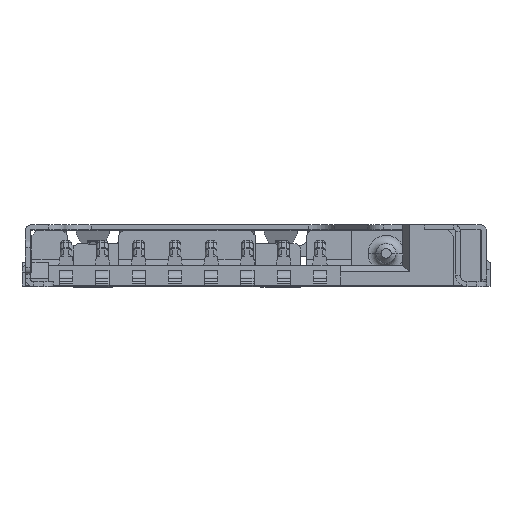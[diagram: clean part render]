
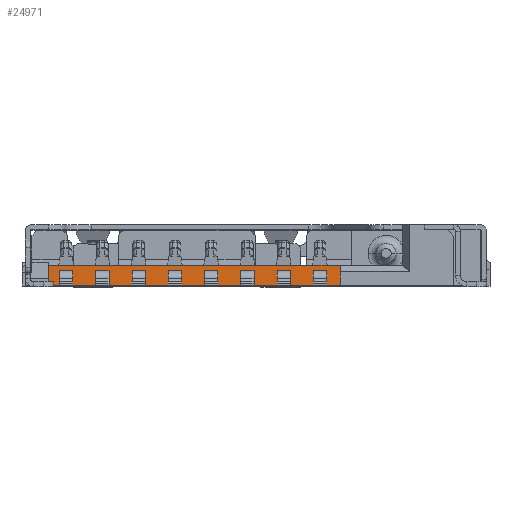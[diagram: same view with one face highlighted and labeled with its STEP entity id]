
A CAD part, top view. The second image highlights one B-rep face of the part: STEP entity #24971.
In plain terms, the highlighted planar face has unit normal (0, 0, 1).
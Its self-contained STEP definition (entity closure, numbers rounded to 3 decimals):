
#420 = ORIENTED_EDGE ( 'NONE', *, *, #948, .T. ) ;
#640 = CARTESIAN_POINT ( 'NONE',  ( 2.55, 1.88, 2.075 ) ) ;
#948 = EDGE_CURVE ( 'NONE', #3857, #24655, #17729, .T. ) ;
#3659 = CARTESIAN_POINT ( 'NONE',  ( 2.55, 1.88, 2.075 ) ) ;
#3857 = VERTEX_POINT ( 'NONE', #23939 ) ;
#5202 = CARTESIAN_POINT ( 'NONE',  ( 4.45, 0.65, 2.075 ) ) ;
#6074 = PLANE ( 'NONE',  #18585 ) ;
#6449 = VERTEX_POINT ( 'NONE', #19610 ) ;
#6536 = DIRECTION ( 'NONE',  ( -1., 0., 0. ) ) ;
#6554 = ORIENTED_EDGE ( 'NONE', *, *, #11350, .T. ) ;
#9653 = ORIENTED_EDGE ( 'NONE', *, *, #22631, .F. ) ;
#11350 = EDGE_CURVE ( 'NONE', #24655, #13352, #17625, .T. ) ;
#11688 = EDGE_LOOP ( 'NONE', ( #25703, #420, #6554, #9653 ) ) ;
#12525 = CARTESIAN_POINT ( 'NONE',  ( -6.3, 1.88, 2.075 ) ) ;
#13352 = VERTEX_POINT ( 'NONE', #13939 ) ;
#13939 = CARTESIAN_POINT ( 'NONE',  ( -6.3, 0.03, 2.075 ) ) ;
#15270 = DIRECTION ( 'NONE',  ( 0., -1., 0. ) ) ;
#15871 = DIRECTION ( 'NONE',  ( -1., 0., 0. ) ) ;
#17467 = DIRECTION ( 'NONE',  ( 0., 0., -1. ) ) ;
#17625 = LINE ( 'NONE', #12525, #28239 ) ;
#17729 = LINE ( 'NONE', #5202, #18172 ) ;
#18172 = VECTOR ( 'NONE', #27019, 1000. ) ;
#18585 = AXIS2_PLACEMENT_3D ( 'NONE', #640, #17467, #6536 ) ;
#19610 = CARTESIAN_POINT ( 'NONE',  ( 2.55, 0.03, 2.075 ) ) ;
#22631 = EDGE_CURVE ( 'NONE', #6449, #13352, #23322, .T. ) ;
#23322 = LINE ( 'NONE', #23922, #25043 ) ;
#23922 = CARTESIAN_POINT ( 'NONE',  ( 0., 0.03, 2.075 ) ) ;
#23938 = FACE_OUTER_BOUND ( 'NONE', #11688, .T. ) ;
#23939 = CARTESIAN_POINT ( 'NONE',  ( 2.55, 0.65, 2.075 ) ) ;
#24655 = VERTEX_POINT ( 'NONE', #26133 ) ;
#24971 = ADVANCED_FACE ( 'NONE', ( #23938 ), #6074, .F. ) ;
#25043 = VECTOR ( 'NONE', #15871, 1000. ) ;
#25650 = LINE ( 'NONE', #3659, #26494 ) ;
#25703 = ORIENTED_EDGE ( 'NONE', *, *, #34523, .F. ) ;
#26133 = CARTESIAN_POINT ( 'NONE',  ( -6.3, 0.65, 2.075 ) ) ;
#26494 = VECTOR ( 'NONE', #28503, 1000. ) ;
#27019 = DIRECTION ( 'NONE',  ( -1., 0., 0. ) ) ;
#28239 = VECTOR ( 'NONE', #15270, 1000. ) ;
#28503 = DIRECTION ( 'NONE',  ( 0., -1., 0. ) ) ;
#34523 = EDGE_CURVE ( 'NONE', #3857, #6449, #25650, .T. ) ;
